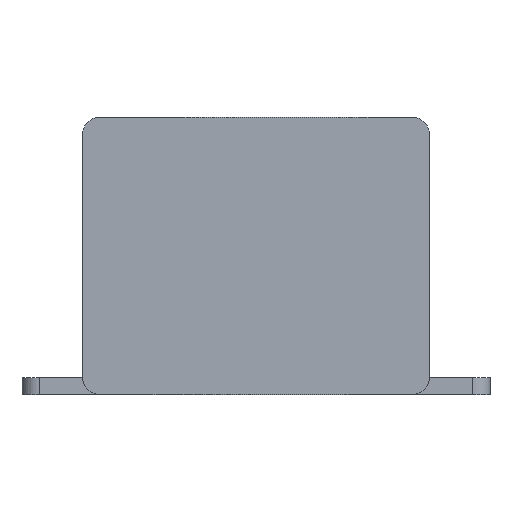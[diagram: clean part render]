
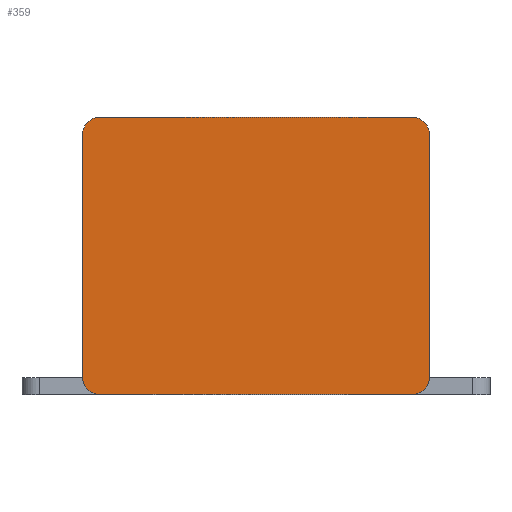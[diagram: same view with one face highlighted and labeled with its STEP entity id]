
A CAD part, top view. The second image highlights one B-rep face of the part: STEP entity #359.
In plain terms, the highlighted planar face has unit normal (0, 0, 1).
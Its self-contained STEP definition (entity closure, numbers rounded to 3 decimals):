
#1 = VERTEX_POINT ( 'NONE', #1584 ) ;
#6 = VECTOR ( 'NONE', #2047, 1000. ) ;
#50 = LINE ( 'NONE', #2060, #6 ) ;
#71 = EDGE_CURVE ( 'NONE', #802, #718, #219, .T. ) ;
#139 = EDGE_CURVE ( 'NONE', #1458, #257, #1720, .T. ) ;
#151 = ORIENTED_EDGE ( 'NONE', *, *, #929, .T. ) ;
#157 = LINE ( 'NONE', #1611, #822 ) ;
#219 = CIRCLE ( 'NONE', #502, 10. ) ;
#231 = DIRECTION ( 'NONE',  ( -1., 0., 0. ) ) ;
#253 = CARTESIAN_POINT ( 'NONE',  ( 90., 0., 95. ) ) ;
#257 = VERTEX_POINT ( 'NONE', #253 ) ;
#324 = ORIENTED_EDGE ( 'NONE', *, *, #2084, .T. ) ;
#353 = DIRECTION ( 'NONE',  ( 0., 0., 1. ) ) ;
#359 = ADVANCED_FACE ( 'NONE', ( #815 ), #1152, .F. ) ;
#373 = CARTESIAN_POINT ( 'NONE',  ( -90., 10., 95. ) ) ;
#484 = DIRECTION ( 'NONE',  ( 0., 0., -1. ) ) ;
#502 = AXIS2_PLACEMENT_3D ( 'NONE', #864, #2014, #1868 ) ;
#506 = CARTESIAN_POINT ( 'NONE',  ( 90., 10., 95. ) ) ;
#531 = ORIENTED_EDGE ( 'NONE', *, *, #737, .T. ) ;
#572 = VECTOR ( 'NONE', #2121, 1000. ) ;
#626 = CARTESIAN_POINT ( 'NONE',  ( -100., 10., 95. ) ) ;
#630 = CARTESIAN_POINT ( 'NONE',  ( 80., 10., 95. ) ) ;
#667 = DIRECTION ( 'NONE',  ( 0., 0., 1. ) ) ;
#700 = EDGE_CURVE ( 'NONE', #1024, #1136, #1625, .T. ) ;
#718 = VERTEX_POINT ( 'NONE', #1299 ) ;
#737 = EDGE_CURVE ( 'NONE', #1, #1024, #1057, .T. ) ;
#790 = VERTEX_POINT ( 'NONE', #1149 ) ;
#796 = CARTESIAN_POINT ( 'NONE',  ( -90., 150., 95. ) ) ;
#802 = VERTEX_POINT ( 'NONE', #1819 ) ;
#815 = FACE_OUTER_BOUND ( 'NONE', #1994, .T. ) ;
#822 = VECTOR ( 'NONE', #1460, 1000. ) ;
#864 = CARTESIAN_POINT ( 'NONE',  ( 90., 150., 95. ) ) ;
#894 = CARTESIAN_POINT ( 'NONE',  ( 80., 0., 95. ) ) ;
#918 = ORIENTED_EDGE ( 'NONE', *, *, #71, .T. ) ;
#929 = EDGE_CURVE ( 'NONE', #1136, #1458, #996, .T. ) ;
#996 = CIRCLE ( 'NONE', #1758, 10. ) ;
#1024 = VERTEX_POINT ( 'NONE', #1231 ) ;
#1046 = ORIENTED_EDGE ( 'NONE', *, *, #1406, .F. ) ;
#1057 = CIRCLE ( 'NONE', #1504, 10. ) ;
#1075 = CIRCLE ( 'NONE', #1174, 10. ) ;
#1100 = CARTESIAN_POINT ( 'NONE',  ( -100., 10., 95. ) ) ;
#1136 = VERTEX_POINT ( 'NONE', #1100 ) ;
#1149 = CARTESIAN_POINT ( 'NONE',  ( 100., 10., 95. ) ) ;
#1152 = PLANE ( 'NONE',  #1993 ) ;
#1174 = AXIS2_PLACEMENT_3D ( 'NONE', #506, #1507, #231 ) ;
#1231 = CARTESIAN_POINT ( 'NONE',  ( -100., 150., 95. ) ) ;
#1299 = CARTESIAN_POINT ( 'NONE',  ( 90., 160., 95. ) ) ;
#1406 = EDGE_CURVE ( 'NONE', #1, #718, #157, .T. ) ;
#1458 = VERTEX_POINT ( 'NONE', #1956 ) ;
#1460 = DIRECTION ( 'NONE',  ( 1., 0., 0. ) ) ;
#1465 = ORIENTED_EDGE ( 'NONE', *, *, #139, .T. ) ;
#1475 = DIRECTION ( 'NONE',  ( -1., 0., 0. ) ) ;
#1504 = AXIS2_PLACEMENT_3D ( 'NONE', #796, #667, #1988 ) ;
#1507 = DIRECTION ( 'NONE',  ( 0., 0., 1. ) ) ;
#1546 = DIRECTION ( 'NONE',  ( 1., 0., 0. ) ) ;
#1584 = CARTESIAN_POINT ( 'NONE',  ( -90., 160., 95. ) ) ;
#1611 = CARTESIAN_POINT ( 'NONE',  ( -100., 160., 95. ) ) ;
#1625 = LINE ( 'NONE', #626, #572 ) ;
#1720 = LINE ( 'NONE', #894, #1875 ) ;
#1758 = AXIS2_PLACEMENT_3D ( 'NONE', #373, #353, #1870 ) ;
#1764 = EDGE_CURVE ( 'NONE', #802, #790, #50, .T. ) ;
#1819 = CARTESIAN_POINT ( 'NONE',  ( 100., 150., 95. ) ) ;
#1862 = ORIENTED_EDGE ( 'NONE', *, *, #700, .T. ) ;
#1868 = DIRECTION ( 'NONE',  ( -1., 0., 0. ) ) ;
#1870 = DIRECTION ( 'NONE',  ( -1., 0., 0. ) ) ;
#1875 = VECTOR ( 'NONE', #1546, 1000. ) ;
#1956 = CARTESIAN_POINT ( 'NONE',  ( -90., 0., 95. ) ) ;
#1988 = DIRECTION ( 'NONE',  ( -1., 0., 0. ) ) ;
#1993 = AXIS2_PLACEMENT_3D ( 'NONE', #630, #484, #1475 ) ;
#1994 = EDGE_LOOP ( 'NONE', ( #1465, #324, #2104, #918, #1046, #531, #1862, #151 ) ) ;
#2014 = DIRECTION ( 'NONE',  ( 0., 0., 1. ) ) ;
#2047 = DIRECTION ( 'NONE',  ( 0., -1., 0. ) ) ;
#2060 = CARTESIAN_POINT ( 'NONE',  ( 100., 10., 95. ) ) ;
#2084 = EDGE_CURVE ( 'NONE', #257, #790, #1075, .T. ) ;
#2104 = ORIENTED_EDGE ( 'NONE', *, *, #1764, .F. ) ;
#2121 = DIRECTION ( 'NONE',  ( 0., -1., 0. ) ) ;
